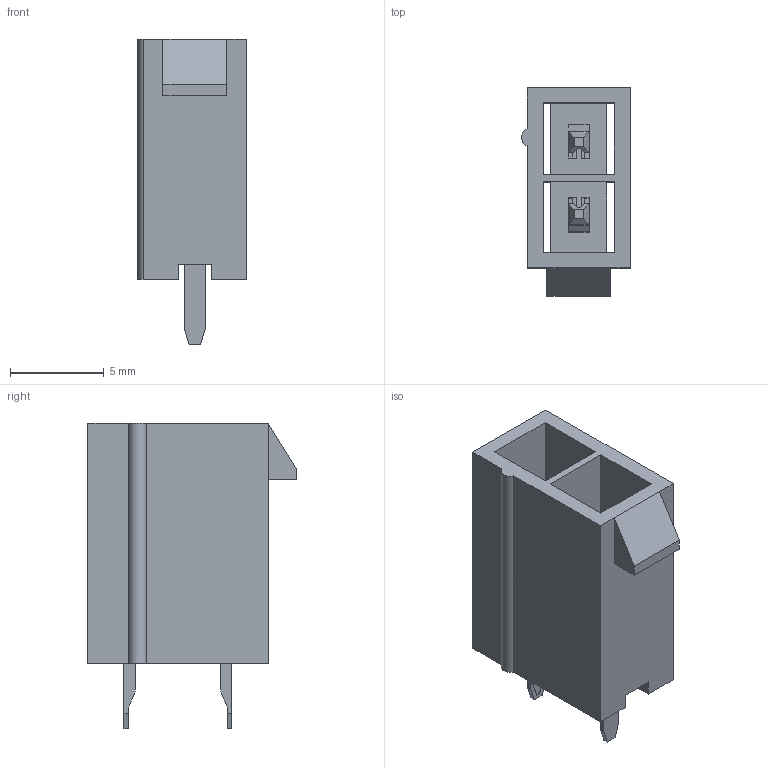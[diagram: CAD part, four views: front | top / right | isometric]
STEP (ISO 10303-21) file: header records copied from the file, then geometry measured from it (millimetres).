
FILE_DESCRIPTION( ( 'Unknown' ), '1' );
FILE_NAME( '64900221122.stp', 'Unknown', ( 'Unknown' ), ( 'Unknown' ), 'PSStep 14.0', 'Unknown', ' ' );
FILE_SCHEMA( ( 'AUTOMOTIVE_DESIGN { 1 0 10303 214 1 1 1 1 }' ) );
Length unit declared in the file: millimetre
Products named in the file (3): Assem1; 64900221122; 6490xx21122_PIN
Assembly tree (3 placements, depth 2):
  Assem1
    64900221122
    6490xx21122_PIN  x2
Bounding box: 5.8 x 11.1 x 16.3 mm (x, y, z)
Volume: 387.2 mm3; surface area: 1069.5 mm2
Topology: 3 solids, 3 shells, 215 faces, 627 edges, 412 vertices
Faces by surface type: plane 158, cylinder 57
Entity records: 5703 total; most frequent: CARTESIAN_POINT 812, ORIENTED_EDGE 810, DIRECTION 745, EDGE_CURVE 405, LINE 347, VECTOR 347, VERTEX_POINT 266, AXIS2_PLACEMENT_3D 199
